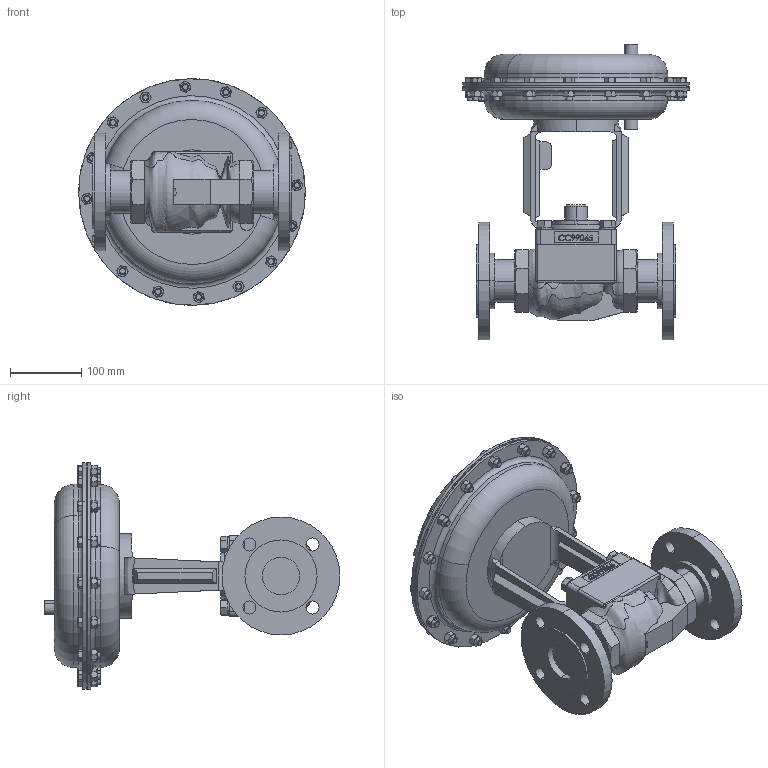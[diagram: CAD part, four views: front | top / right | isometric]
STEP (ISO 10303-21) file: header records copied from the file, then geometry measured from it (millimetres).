
FILE_DESCRIPTION (( 'STEP AP203' ), '1' );
FILE_NAME ('78-200-BR+CS+S6-F6-55M.step', '2017-09-25T13:15:39', ( '' ), ( '' ), 'SwSTEP 2.0', 'SolidWorks 2014', '' );
FILE_SCHEMA (( 'CONFIG_CONTROL_DESIGN' ));
Length unit declared in the file: inch
Products named in the file (1): 78-200-BR+CS+S6-F6-55M
Bounding box: 317.42 x 414.56 x 317.42 mm (x, y, z)
Volume: 7533578.1 mm3; surface area: 965938.7 mm2
Topology: 53 solids, 53 shells, 1203 faces, 2692 edges, 1659 vertices
Faces by surface type: plane 529, cone 380, cylinder 164, bspline 100, torus 22, sphere 8
Entity records: 47689 total; most frequent: CARTESIAN_POINT 22503, ORIENTED_EDGE 5380, DIRECTION 4731, EDGE_CURVE 2690, AXIS2_PLACEMENT_3D 1848, VERTEX_POINT 1659, EDGE_LOOP 1291, FACE_OUTER_BOUND 1203
